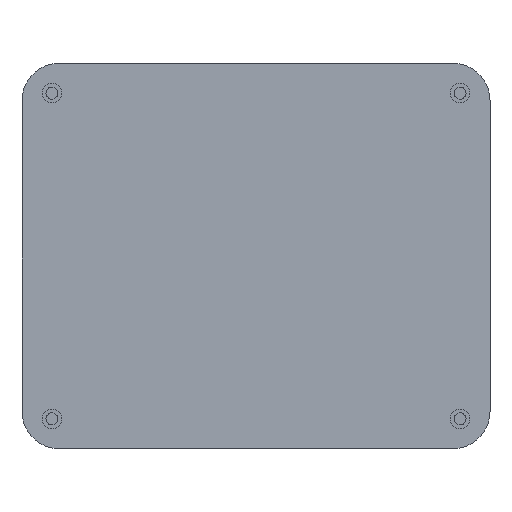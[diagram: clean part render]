
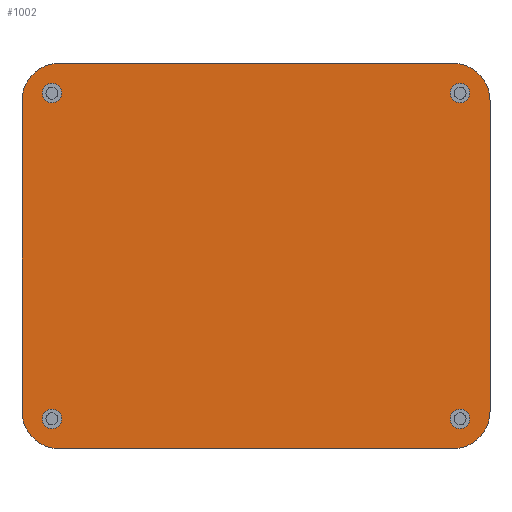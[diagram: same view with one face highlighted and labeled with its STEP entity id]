
A CAD part, top view. The second image highlights one B-rep face of the part: STEP entity #1002.
In plain terms, the highlighted planar face has unit normal (0, 0, 1).
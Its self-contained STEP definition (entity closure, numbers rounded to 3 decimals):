
#6 = FACE_BOUND ( 'NONE', #8542, .T. ) ;
#58 = VERTEX_POINT ( 'NONE', #818 ) ;
#125 = VECTOR ( 'NONE', #3123, 1000. ) ;
#259 = CARTESIAN_POINT ( 'NONE',  ( 119.6, 95., 1.6 ) ) ;
#420 = DIRECTION ( 'NONE',  ( 0., 0., 1. ) ) ;
#491 = CARTESIAN_POINT ( 'NONE',  ( 117., 95., 1.6 ) ) ;
#522 = DIRECTION ( 'NONE',  ( -1., 0., 0. ) ) ;
#568 = CARTESIAN_POINT ( 'NONE',  ( 10., 103., 1.6 ) ) ;
#640 = CARTESIAN_POINT ( 'NONE',  ( 117., 8., 1.6 ) ) ;
#653 = PLANE ( 'NONE',  #11223 ) ;
#685 = CARTESIAN_POINT ( 'NONE',  ( 8., 95., 1.6 ) ) ;
#809 = VECTOR ( 'NONE', #8629, 1000. ) ;
#818 = CARTESIAN_POINT ( 'NONE',  ( 5.4, 8., 1.6 ) ) ;
#897 = VECTOR ( 'NONE', #9067, 1000. ) ;
#1002 = ADVANCED_FACE ( 'NONE', ( #2393, #6, #10407, #5956, #5071 ), #653, .F. ) ;
#1246 = EDGE_CURVE ( 'NONE', #6542, #7350, #8930, .T. ) ;
#1259 = ORIENTED_EDGE ( 'NONE', *, *, #3796, .F. ) ;
#1534 = VERTEX_POINT ( 'NONE', #10584 ) ;
#1703 = CARTESIAN_POINT ( 'NONE',  ( 10., 10., 1.6 ) ) ;
#1733 = DIRECTION ( 'NONE',  ( -1., 0., 0. ) ) ;
#1763 = CARTESIAN_POINT ( 'NONE',  ( 10., 103., 1.6 ) ) ;
#1789 = ORIENTED_EDGE ( 'NONE', *, *, #10271, .F. ) ;
#1849 = EDGE_CURVE ( 'NONE', #6288, #1534, #11443, .T. ) ;
#2099 = VERTEX_POINT ( 'NONE', #10218 ) ;
#2295 = ORIENTED_EDGE ( 'NONE', *, *, #10601, .T. ) ;
#2393 = FACE_BOUND ( 'NONE', #4143, .T. ) ;
#2425 = AXIS2_PLACEMENT_3D ( 'NONE', #685, #2539, #4227 ) ;
#2432 = DIRECTION ( 'NONE',  ( 0., 0., 1. ) ) ;
#2452 = EDGE_LOOP ( 'NONE', ( #6564, #1259 ) ) ;
#2493 = EDGE_CURVE ( 'NONE', #7350, #6195, #11196, .T. ) ;
#2539 = DIRECTION ( 'NONE',  ( 0., 0., 1. ) ) ;
#2569 = DIRECTION ( 'NONE',  ( -1., 0., 0. ) ) ;
#2654 = CIRCLE ( 'NONE', #6962, 2.6 ) ;
#2691 = AXIS2_PLACEMENT_3D ( 'NONE', #2827, #9968, #3821 ) ;
#2774 = CARTESIAN_POINT ( 'NONE',  ( 115., 10., 1.6 ) ) ;
#2801 = CIRCLE ( 'NONE', #5797, 2.6 ) ;
#2824 = DIRECTION ( 'NONE',  ( 0., 0., 1. ) ) ;
#2827 = CARTESIAN_POINT ( 'NONE',  ( 8., 8., 1.6 ) ) ;
#3123 = DIRECTION ( 'NONE',  ( -1., 0., 0. ) ) ;
#3152 = DIRECTION ( 'NONE',  ( 1., 0., 0. ) ) ;
#3185 = ORIENTED_EDGE ( 'NONE', *, *, #5829, .T. ) ;
#3320 = CARTESIAN_POINT ( 'NONE',  ( 125., 93., 1.6 ) ) ;
#3430 = CARTESIAN_POINT ( 'NONE',  ( 0., 10., 1.6 ) ) ;
#3442 = DIRECTION ( 'NONE',  ( 0., 0., 1. ) ) ;
#3475 = CARTESIAN_POINT ( 'NONE',  ( 115., 93., 1.6 ) ) ;
#3556 = ORIENTED_EDGE ( 'NONE', *, *, #6934, .F. ) ;
#3796 = EDGE_CURVE ( 'NONE', #4135, #6727, #4104, .T. ) ;
#3821 = DIRECTION ( 'NONE',  ( 1., 0., 0. ) ) ;
#3882 = AXIS2_PLACEMENT_3D ( 'NONE', #3475, #2432, #1733 ) ;
#4103 = DIRECTION ( 'NONE',  ( 0., 0., 1. ) ) ;
#4104 = CIRCLE ( 'NONE', #2425, 2.6 ) ;
#4108 = VECTOR ( 'NONE', #8823, 1000. ) ;
#4135 = VERTEX_POINT ( 'NONE', #5974 ) ;
#4143 = EDGE_LOOP ( 'NONE', ( #4193, #9800 ) ) ;
#4193 = ORIENTED_EDGE ( 'NONE', *, *, #5530, .F. ) ;
#4197 = CARTESIAN_POINT ( 'NONE',  ( 115., 93., 1.6 ) ) ;
#4227 = DIRECTION ( 'NONE',  ( 1., 0., 0. ) ) ;
#4286 = EDGE_LOOP ( 'NONE', ( #2295, #9205, #6096, #4957, #5127, #11219, #8277, #3185 ) ) ;
#4620 = ORIENTED_EDGE ( 'NONE', *, *, #10901, .F. ) ;
#4637 = AXIS2_PLACEMENT_3D ( 'NONE', #5806, #4103, #8383 ) ;
#4846 = VERTEX_POINT ( 'NONE', #5571 ) ;
#4899 = VERTEX_POINT ( 'NONE', #8208 ) ;
#4942 = CARTESIAN_POINT ( 'NONE',  ( 10., 93., 1.6 ) ) ;
#4947 = VERTEX_POINT ( 'NONE', #7797 ) ;
#4957 = ORIENTED_EDGE ( 'NONE', *, *, #2493, .T. ) ;
#5022 = CIRCLE ( 'NONE', #5960, 10. ) ;
#5059 = DIRECTION ( 'NONE',  ( 1., 0., 0. ) ) ;
#5071 = FACE_OUTER_BOUND ( 'NONE', #4286, .T. ) ;
#5127 = ORIENTED_EDGE ( 'NONE', *, *, #11446, .T. ) ;
#5530 = EDGE_CURVE ( 'NONE', #8940, #10766, #2801, .T. ) ;
#5545 = EDGE_CURVE ( 'NONE', #10766, #8940, #2654, .T. ) ;
#5571 = CARTESIAN_POINT ( 'NONE',  ( 114.4, 8., 1.6 ) ) ;
#5676 = CIRCLE ( 'NONE', #7172, 2.6 ) ;
#5773 = DIRECTION ( 'NONE',  ( 0., 0., 1. ) ) ;
#5797 = AXIS2_PLACEMENT_3D ( 'NONE', #8655, #8485, #8546 ) ;
#5806 = CARTESIAN_POINT ( 'NONE',  ( 117., 8., 1.6 ) ) ;
#5829 = EDGE_CURVE ( 'NONE', #4947, #6522, #6038, .T. ) ;
#5956 = FACE_BOUND ( 'NONE', #2452, .T. ) ;
#5960 = AXIS2_PLACEMENT_3D ( 'NONE', #4942, #11085, #522 ) ;
#5974 = CARTESIAN_POINT ( 'NONE',  ( 5.4, 95., 1.6 ) ) ;
#6013 = DIRECTION ( 'NONE',  ( -1., 0., 0. ) ) ;
#6014 = ORIENTED_EDGE ( 'NONE', *, *, #10309, .F. ) ;
#6038 = LINE ( 'NONE', #6866, #809 ) ;
#6096 = ORIENTED_EDGE ( 'NONE', *, *, #1246, .T. ) ;
#6195 = VERTEX_POINT ( 'NONE', #1763 ) ;
#6252 = EDGE_LOOP ( 'NONE', ( #3556, #6014 ) ) ;
#6288 = VERTEX_POINT ( 'NONE', #6316 ) ;
#6316 = CARTESIAN_POINT ( 'NONE',  ( 0., 93., 1.6 ) ) ;
#6341 = DIRECTION ( 'NONE',  ( 0., 0., 1. ) ) ;
#6380 = CARTESIAN_POINT ( 'NONE',  ( 115., 103., 1.6 ) ) ;
#6419 = CIRCLE ( 'NONE', #10349, 2.6 ) ;
#6479 = CIRCLE ( 'NONE', #7414, 10. ) ;
#6522 = VERTEX_POINT ( 'NONE', #7721 ) ;
#6542 = VERTEX_POINT ( 'NONE', #3320 ) ;
#6564 = ORIENTED_EDGE ( 'NONE', *, *, #9829, .F. ) ;
#6582 = DIRECTION ( 'NONE',  ( -1., 0., 0. ) ) ;
#6620 = CIRCLE ( 'NONE', #8671, 2.6 ) ;
#6719 = DIRECTION ( 'NONE',  ( 1., 0., 0. ) ) ;
#6727 = VERTEX_POINT ( 'NONE', #6775 ) ;
#6775 = CARTESIAN_POINT ( 'NONE',  ( 10.6, 95., 1.6 ) ) ;
#6866 = CARTESIAN_POINT ( 'NONE',  ( 10., 0., 1.6 ) ) ;
#6869 = CARTESIAN_POINT ( 'NONE',  ( 114.4, 95., 1.6 ) ) ;
#6934 = EDGE_CURVE ( 'NONE', #4899, #58, #7739, .T. ) ;
#6962 = AXIS2_PLACEMENT_3D ( 'NONE', #491, #10177, #3152 ) ;
#7172 = AXIS2_PLACEMENT_3D ( 'NONE', #640, #5773, #6719 ) ;
#7192 = LINE ( 'NONE', #10806, #897 ) ;
#7350 = VERTEX_POINT ( 'NONE', #6380 ) ;
#7414 = AXIS2_PLACEMENT_3D ( 'NONE', #1703, #3442, #2569 ) ;
#7721 = CARTESIAN_POINT ( 'NONE',  ( 115., 0., 1.6 ) ) ;
#7739 = CIRCLE ( 'NONE', #2691, 2.6 ) ;
#7774 = DIRECTION ( 'NONE',  ( 0., 0., -1. ) ) ;
#7797 = CARTESIAN_POINT ( 'NONE',  ( 10., 0., 1.6 ) ) ;
#8208 = CARTESIAN_POINT ( 'NONE',  ( 10.6, 8., 1.6 ) ) ;
#8277 = ORIENTED_EDGE ( 'NONE', *, *, #8406, .T. ) ;
#8383 = DIRECTION ( 'NONE',  ( 1., 0., 0. ) ) ;
#8406 = EDGE_CURVE ( 'NONE', #1534, #4947, #6479, .T. ) ;
#8485 = DIRECTION ( 'NONE',  ( 0., 0., 1. ) ) ;
#8495 = CIRCLE ( 'NONE', #9790, 10. ) ;
#8542 = EDGE_LOOP ( 'NONE', ( #1789, #4620 ) ) ;
#8546 = DIRECTION ( 'NONE',  ( 1., 0., 0. ) ) ;
#8629 = DIRECTION ( 'NONE',  ( 1., 0., 0. ) ) ;
#8648 = VERTEX_POINT ( 'NONE', #10508 ) ;
#8655 = CARTESIAN_POINT ( 'NONE',  ( 117., 95., 1.6 ) ) ;
#8671 = AXIS2_PLACEMENT_3D ( 'NONE', #9522, #420, #5059 ) ;
#8823 = DIRECTION ( 'NONE',  ( 0., -1., 0. ) ) ;
#8861 = CARTESIAN_POINT ( 'NONE',  ( 8., 95., 1.6 ) ) ;
#8930 = CIRCLE ( 'NONE', #3882, 10. ) ;
#8940 = VERTEX_POINT ( 'NONE', #259 ) ;
#9067 = DIRECTION ( 'NONE',  ( 0., 1., 0. ) ) ;
#9205 = ORIENTED_EDGE ( 'NONE', *, *, #9255, .T. ) ;
#9255 = EDGE_CURVE ( 'NONE', #2099, #6542, #7192, .T. ) ;
#9522 = CARTESIAN_POINT ( 'NONE',  ( 8., 8., 1.6 ) ) ;
#9790 = AXIS2_PLACEMENT_3D ( 'NONE', #2774, #6341, #6582 ) ;
#9800 = ORIENTED_EDGE ( 'NONE', *, *, #5545, .F. ) ;
#9829 = EDGE_CURVE ( 'NONE', #6727, #4135, #6419, .T. ) ;
#9968 = DIRECTION ( 'NONE',  ( 0., 0., 1. ) ) ;
#10177 = DIRECTION ( 'NONE',  ( 0., 0., 1. ) ) ;
#10218 = CARTESIAN_POINT ( 'NONE',  ( 125., 10., 1.6 ) ) ;
#10271 = EDGE_CURVE ( 'NONE', #8648, #4846, #5676, .T. ) ;
#10309 = EDGE_CURVE ( 'NONE', #58, #4899, #6620, .T. ) ;
#10349 = AXIS2_PLACEMENT_3D ( 'NONE', #8861, #2824, #10835 ) ;
#10407 = FACE_BOUND ( 'NONE', #6252, .T. ) ;
#10508 = CARTESIAN_POINT ( 'NONE',  ( 119.6, 8., 1.6 ) ) ;
#10584 = CARTESIAN_POINT ( 'NONE',  ( 0., 10., 1.6 ) ) ;
#10601 = EDGE_CURVE ( 'NONE', #6522, #2099, #8495, .T. ) ;
#10766 = VERTEX_POINT ( 'NONE', #6869 ) ;
#10806 = CARTESIAN_POINT ( 'NONE',  ( 125., 10., 1.6 ) ) ;
#10835 = DIRECTION ( 'NONE',  ( 1., 0., 0. ) ) ;
#10901 = EDGE_CURVE ( 'NONE', #4846, #8648, #10997, .T. ) ;
#10997 = CIRCLE ( 'NONE', #4637, 2.6 ) ;
#11085 = DIRECTION ( 'NONE',  ( 0., 0., 1. ) ) ;
#11196 = LINE ( 'NONE', #568, #125 ) ;
#11219 = ORIENTED_EDGE ( 'NONE', *, *, #1849, .T. ) ;
#11223 = AXIS2_PLACEMENT_3D ( 'NONE', #4197, #7774, #6013 ) ;
#11443 = LINE ( 'NONE', #3430, #4108 ) ;
#11446 = EDGE_CURVE ( 'NONE', #6195, #6288, #5022, .T. ) ;
